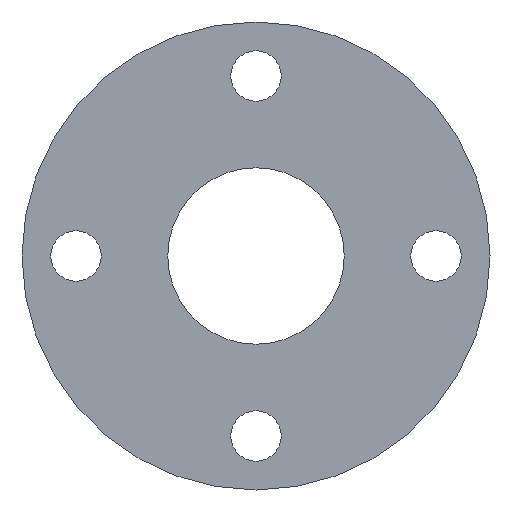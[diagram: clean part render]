
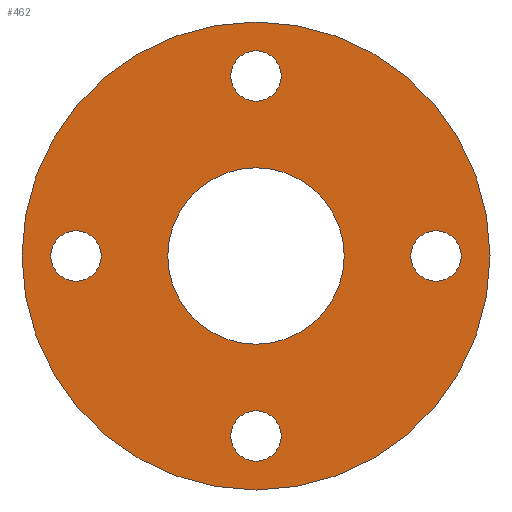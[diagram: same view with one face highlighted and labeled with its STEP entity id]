
A CAD part, front view. The second image highlights one B-rep face of the part: STEP entity #462.
In plain terms, the highlighted planar face has unit normal (0, -1, 0).
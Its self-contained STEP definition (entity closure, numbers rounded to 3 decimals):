
#5 = EDGE_CURVE ( 'NONE', #206, #64, #372, .T. ) ;
#6 = ORIENTED_EDGE ( 'NONE', *, *, #490, .F. ) ;
#7 = CIRCLE ( 'NONE', #557, 7. ) ;
#8 = ORIENTED_EDGE ( 'NONE', *, *, #500, .F. ) ;
#10 = CIRCLE ( 'NONE', #62, 7. ) ;
#21 = EDGE_LOOP ( 'NONE', ( #77, #573 ) ) ;
#27 = CIRCLE ( 'NONE', #539, 65. ) ;
#34 = FACE_BOUND ( 'NONE', #488, .T. ) ;
#35 = VERTEX_POINT ( 'NONE', #75 ) ;
#42 = DIRECTION ( 'NONE',  ( 0., 1., 0. ) ) ;
#48 = CIRCLE ( 'NONE', #486, 7. ) ;
#58 = VERTEX_POINT ( 'NONE', #176 ) ;
#62 = AXIS2_PLACEMENT_3D ( 'NONE', #350, #240, #205 ) ;
#64 = VERTEX_POINT ( 'NONE', #92 ) ;
#66 = CIRCLE ( 'NONE', #125, 7. ) ;
#68 = DIRECTION ( 'NONE',  ( 0., -1., 0. ) ) ;
#69 = AXIS2_PLACEMENT_3D ( 'NONE', #570, #400, #165 ) ;
#72 = DIRECTION ( 'NONE',  ( 0., -1., 0. ) ) ;
#74 = CARTESIAN_POINT ( 'NONE',  ( 0., 0., 65. ) ) ;
#75 = CARTESIAN_POINT ( 'NONE',  ( 0., 0., -24.5 ) ) ;
#76 = FACE_BOUND ( 'NONE', #537, .T. ) ;
#77 = ORIENTED_EDGE ( 'NONE', *, *, #5, .F. ) ;
#92 = CARTESIAN_POINT ( 'NONE',  ( 0., 0., -65. ) ) ;
#95 = CARTESIAN_POINT ( 'NONE',  ( 0., 0., 65. ) ) ;
#112 = CARTESIAN_POINT ( 'NONE',  ( -50., 0., 0. ) ) ;
#116 = AXIS2_PLACEMENT_3D ( 'NONE', #74, #580, #117 ) ;
#117 = DIRECTION ( 'NONE',  ( 0., 0., -1. ) ) ;
#120 = DIRECTION ( 'NONE',  ( 0., 0., -1. ) ) ;
#124 = VERTEX_POINT ( 'NONE', #334 ) ;
#125 = AXIS2_PLACEMENT_3D ( 'NONE', #153, #555, #346 ) ;
#132 = CARTESIAN_POINT ( 'NONE',  ( 50., 0., 0. ) ) ;
#153 = CARTESIAN_POINT ( 'NONE',  ( -50., 0., 0. ) ) ;
#164 = ORIENTED_EDGE ( 'NONE', *, *, #585, .T. ) ;
#165 = DIRECTION ( 'NONE',  ( 0., 0., 1. ) ) ;
#166 = EDGE_CURVE ( 'NONE', #64, #206, #27, .T. ) ;
#173 = DIRECTION ( 'NONE',  ( 0., 0., 1. ) ) ;
#175 = FACE_BOUND ( 'NONE', #178, .T. ) ;
#176 = CARTESIAN_POINT ( 'NONE',  ( 50., 0., -7. ) ) ;
#177 = FACE_OUTER_BOUND ( 'NONE', #21, .T. ) ;
#178 = EDGE_LOOP ( 'NONE', ( #8, #196 ) ) ;
#196 = ORIENTED_EDGE ( 'NONE', *, *, #359, .F. ) ;
#199 = VERTEX_POINT ( 'NONE', #371 ) ;
#203 = VERTEX_POINT ( 'NONE', #459 ) ;
#205 = DIRECTION ( 'NONE',  ( 0., 0., -1. ) ) ;
#206 = VERTEX_POINT ( 'NONE', #95 ) ;
#209 = DIRECTION ( 'NONE',  ( 0., 0., -1. ) ) ;
#215 = DIRECTION ( 'NONE',  ( 0., 0., -1. ) ) ;
#221 = DIRECTION ( 'NONE',  ( 0., -1., 0. ) ) ;
#223 = DIRECTION ( 'NONE',  ( 0., -1., 0. ) ) ;
#227 = AXIS2_PLACEMENT_3D ( 'NONE', #358, #72, #209 ) ;
#234 = EDGE_CURVE ( 'NONE', #497, #368, #66, .T. ) ;
#240 = DIRECTION ( 'NONE',  ( 0., -1., 0. ) ) ;
#246 = ORIENTED_EDGE ( 'NONE', *, *, #234, .F. ) ;
#261 = CARTESIAN_POINT ( 'NONE',  ( 0., 0., -50. ) ) ;
#268 = CARTESIAN_POINT ( 'NONE',  ( 50., 0., 7. ) ) ;
#273 = CARTESIAN_POINT ( 'NONE',  ( 0., 0., 0. ) ) ;
#287 = CIRCLE ( 'NONE', #403, 7. ) ;
#296 = CARTESIAN_POINT ( 'NONE',  ( -50., 0., 7. ) ) ;
#306 = ORIENTED_EDGE ( 'NONE', *, *, #437, .F. ) ;
#316 = CARTESIAN_POINT ( 'NONE',  ( 0., 0., 0. ) ) ;
#317 = CIRCLE ( 'NONE', #504, 7. ) ;
#318 = FACE_BOUND ( 'NONE', #523, .T. ) ;
#334 = CARTESIAN_POINT ( 'NONE',  ( 0., 0., -43. ) ) ;
#336 = AXIS2_PLACEMENT_3D ( 'NONE', #456, #588, #553 ) ;
#340 = ORIENTED_EDGE ( 'NONE', *, *, #508, .T. ) ;
#346 = DIRECTION ( 'NONE',  ( 0., 0., -1. ) ) ;
#350 = CARTESIAN_POINT ( 'NONE',  ( 0., 0., -50. ) ) ;
#354 = EDGE_LOOP ( 'NONE', ( #340, #164 ) ) ;
#356 = CIRCLE ( 'NONE', #455, 7. ) ;
#358 = CARTESIAN_POINT ( 'NONE',  ( 0., 0., 50. ) ) ;
#359 = EDGE_CURVE ( 'NONE', #124, #512, #10, .T. ) ;
#363 = PLANE ( 'NONE',  #116 ) ;
#368 = VERTEX_POINT ( 'NONE', #296 ) ;
#371 = CARTESIAN_POINT ( 'NONE',  ( 0., 0., 57. ) ) ;
#372 = CIRCLE ( 'NONE', #445, 65. ) ;
#394 = VERTEX_POINT ( 'NONE', #431 ) ;
#395 = CARTESIAN_POINT ( 'NONE',  ( -50., 0., -7. ) ) ;
#397 = CARTESIAN_POINT ( 'NONE',  ( 0., 0., 50. ) ) ;
#400 = DIRECTION ( 'NONE',  ( 0., 1., 0. ) ) ;
#403 = AXIS2_PLACEMENT_3D ( 'NONE', #112, #221, #438 ) ;
#404 = DIRECTION ( 'NONE',  ( 0., -1., 0. ) ) ;
#408 = FACE_BOUND ( 'NONE', #354, .T. ) ;
#418 = EDGE_CURVE ( 'NONE', #203, #199, #48, .T. ) ;
#431 = CARTESIAN_POINT ( 'NONE',  ( 0., 0., 24.5 ) ) ;
#437 = EDGE_CURVE ( 'NONE', #58, #447, #356, .T. ) ;
#438 = DIRECTION ( 'NONE',  ( 0., 0., -1. ) ) ;
#440 = DIRECTION ( 'NONE',  ( 0., -1., 0. ) ) ;
#441 = ORIENTED_EDGE ( 'NONE', *, *, #446, .F. ) ;
#445 = AXIS2_PLACEMENT_3D ( 'NONE', #316, #540, #173 ) ;
#446 = EDGE_CURVE ( 'NONE', #368, #497, #287, .T. ) ;
#447 = VERTEX_POINT ( 'NONE', #268 ) ;
#455 = AXIS2_PLACEMENT_3D ( 'NONE', #572, #404, #487 ) ;
#456 = CARTESIAN_POINT ( 'NONE',  ( 0., 0., 0. ) ) ;
#459 = CARTESIAN_POINT ( 'NONE',  ( 0., 0., 43. ) ) ;
#462 = ADVANCED_FACE ( 'NONE', ( #76, #318, #34, #175, #408, #177 ), #363, .T. ) ;
#465 = CIRCLE ( 'NONE', #336, 24.5 ) ;
#486 = AXIS2_PLACEMENT_3D ( 'NONE', #397, #68, #215 ) ;
#487 = DIRECTION ( 'NONE',  ( 0., 0., -1. ) ) ;
#488 = EDGE_LOOP ( 'NONE', ( #246, #441 ) ) ;
#490 = EDGE_CURVE ( 'NONE', #199, #203, #541, .T. ) ;
#497 = VERTEX_POINT ( 'NONE', #395 ) ;
#500 = EDGE_CURVE ( 'NONE', #512, #124, #7, .T. ) ;
#501 = DIRECTION ( 'NONE',  ( 0., 0., -1. ) ) ;
#504 = AXIS2_PLACEMENT_3D ( 'NONE', #132, #223, #501 ) ;
#508 = EDGE_CURVE ( 'NONE', #394, #35, #532, .T. ) ;
#512 = VERTEX_POINT ( 'NONE', #576 ) ;
#523 = EDGE_LOOP ( 'NONE', ( #528, #6 ) ) ;
#528 = ORIENTED_EDGE ( 'NONE', *, *, #418, .F. ) ;
#532 = CIRCLE ( 'NONE', #69, 24.5 ) ;
#537 = EDGE_LOOP ( 'NONE', ( #306, #586 ) ) ;
#539 = AXIS2_PLACEMENT_3D ( 'NONE', #273, #42, #554 ) ;
#540 = DIRECTION ( 'NONE',  ( 0., 1., 0. ) ) ;
#541 = CIRCLE ( 'NONE', #227, 7. ) ;
#550 = EDGE_CURVE ( 'NONE', #447, #58, #317, .T. ) ;
#553 = DIRECTION ( 'NONE',  ( 0., 0., 1. ) ) ;
#554 = DIRECTION ( 'NONE',  ( 0., 0., 1. ) ) ;
#555 = DIRECTION ( 'NONE',  ( 0., -1., 0. ) ) ;
#557 = AXIS2_PLACEMENT_3D ( 'NONE', #261, #440, #120 ) ;
#570 = CARTESIAN_POINT ( 'NONE',  ( 0., 0., 0. ) ) ;
#572 = CARTESIAN_POINT ( 'NONE',  ( 50., 0., 0. ) ) ;
#573 = ORIENTED_EDGE ( 'NONE', *, *, #166, .F. ) ;
#576 = CARTESIAN_POINT ( 'NONE',  ( 0., 0., -57. ) ) ;
#580 = DIRECTION ( 'NONE',  ( 0., -1., 0. ) ) ;
#585 = EDGE_CURVE ( 'NONE', #35, #394, #465, .T. ) ;
#586 = ORIENTED_EDGE ( 'NONE', *, *, #550, .F. ) ;
#588 = DIRECTION ( 'NONE',  ( 0., 1., 0. ) ) ;
